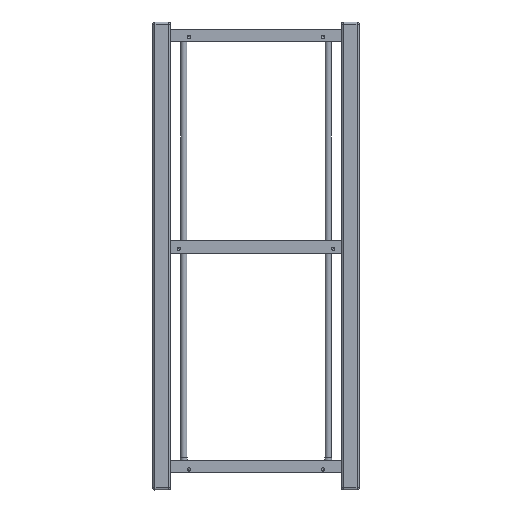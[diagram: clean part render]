
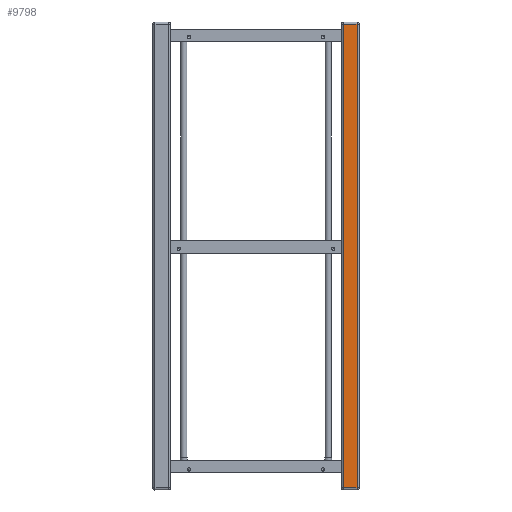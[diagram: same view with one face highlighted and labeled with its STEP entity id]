
A CAD part, left-side view. The second image highlights one B-rep face of the part: STEP entity #9798.
In plain terms, the highlighted face is planar.
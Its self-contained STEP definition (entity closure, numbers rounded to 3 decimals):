
#535=PLANE('',#10543);
#775=LINE('',#15040,#1587);
#776=LINE('',#15047,#1588);
#777=LINE('',#15049,#1589);
#778=LINE('',#15050,#1590);
#1587=VECTOR('',#11778,10.);
#1588=VECTOR('',#11787,10.);
#1589=VECTOR('',#11788,10.);
#1590=VECTOR('',#11789,10.);
#2645=FACE_OUTER_BOUND('',#3248,.T.);
#3248=EDGE_LOOP('',(#6951,#6952,#6953,#6954));
#4617=VERTEX_POINT('',#15026);
#4622=VERTEX_POINT('',#15038);
#4624=VERTEX_POINT('',#15046);
#4625=VERTEX_POINT('',#15048);
#5532=EDGE_CURVE('',#4622,#4617,#775,.T.);
#5535=EDGE_CURVE('',#4624,#4622,#776,.T.);
#5536=EDGE_CURVE('',#4625,#4624,#777,.T.);
#5537=EDGE_CURVE('',#4617,#4625,#778,.T.);
#6951=ORIENTED_EDGE('',*,*,#5532,.F.);
#6952=ORIENTED_EDGE('',*,*,#5535,.F.);
#6953=ORIENTED_EDGE('',*,*,#5536,.F.);
#6954=ORIENTED_EDGE('',*,*,#5537,.F.);
#9798=ADVANCED_FACE('',(#2645),#535,.T.);
#10543=AXIS2_PLACEMENT_3D('',#15045,#11785,#11786);
#11778=DIRECTION('',(0.,0.,-1.));
#11785=DIRECTION('center_axis',(1.,0.,0.));
#11786=DIRECTION('ref_axis',(0.,1.,0.));
#11787=DIRECTION('',(0.,1.,0.));
#11788=DIRECTION('',(0.,0.,1.));
#11789=DIRECTION('',(0.,-1.,0.));
#15026=CARTESIAN_POINT('',(4.25,3.25,1.));
#15038=CARTESIAN_POINT('',(4.25,3.25,226.));
#15040=CARTESIAN_POINT('',(4.25,3.25,0.));
#15045=CARTESIAN_POINT('Origin',(4.25,-4.25,0.));
#15046=CARTESIAN_POINT('',(4.25,-3.25,226.));
#15047=CARTESIAN_POINT('',(4.25,-2.125,226.));
#15048=CARTESIAN_POINT('',(4.25,-3.25,1.));
#15049=CARTESIAN_POINT('',(4.25,-3.25,0.));
#15050=CARTESIAN_POINT('',(4.25,-2.125,1.));
